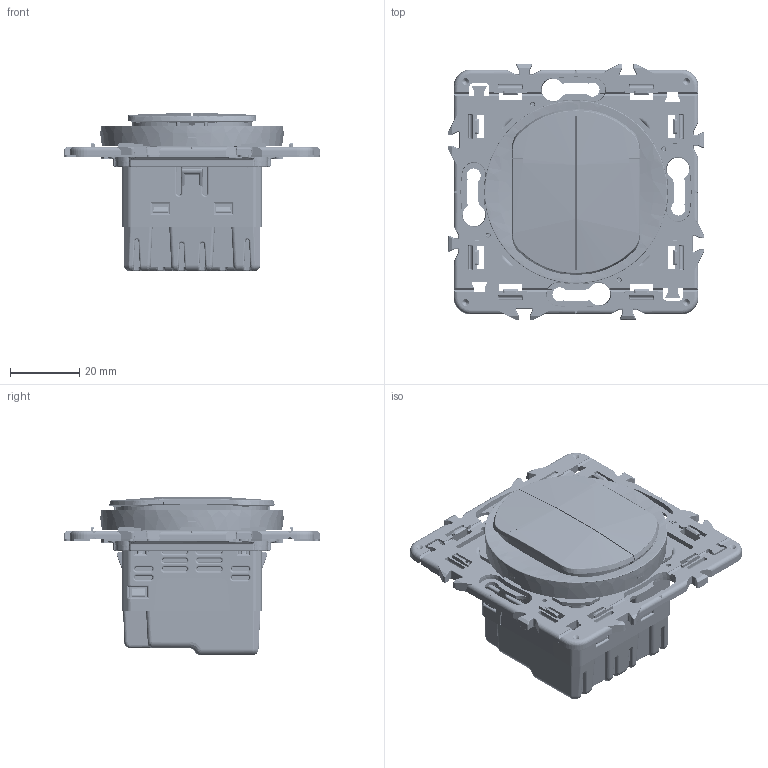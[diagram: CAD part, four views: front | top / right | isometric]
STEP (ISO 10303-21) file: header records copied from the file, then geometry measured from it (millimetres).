
FILE_DESCRIPTION(('CATIA V5 STEP Exchange','CAx-IF Rec.Pracs.--- Model Styling and Organization---1.5--- 2016-08-15','CAx-IF Rec.Pracs.---Supplemental Geometry---1.0---2011-11-01','CAx-IF Rec.Pracs.--- Composite Materials ---1.1---2010-07-15'),'2;1');
FILE_NAME('CB0425s.stp','2024-03-26T12:24:47+00:00',('none'),('none'),'CATIA Version 5-6 Release 2020 SP3','CATIA V5 STEP AP214 v2','none');
FILE_SCHEMA(('AUTOMOTIVE_DESIGN { 1 0 10303 214 1 1 1 1 }'));
Products named in the file (1): Meca double_AllCATPart
Bounding box: 74.15 x 74.15 x 45.95 mm (x, y, z)
Volume: 66322.3 mm3; surface area: 40691.4 mm2
Topology: 2 solids, 21 shells, 9624 faces, 27231 edges, 17360 vertices
Faces by surface type: plane 6065, cylinder 1847, bspline 609, cone 321, sphere 266, extrusion 259, torus 253, revolution 4
Entity records: 342884 total; most frequent: CARTESIAN_POINT 112927, ORIENTED_EDGE 53922, DIRECTION 33638, EDGE_CURVE 26961, VERTEX_POINT 17360, VECTOR 15430, LINE 15171, AXIS2_PLACEMENT_3D 10557
